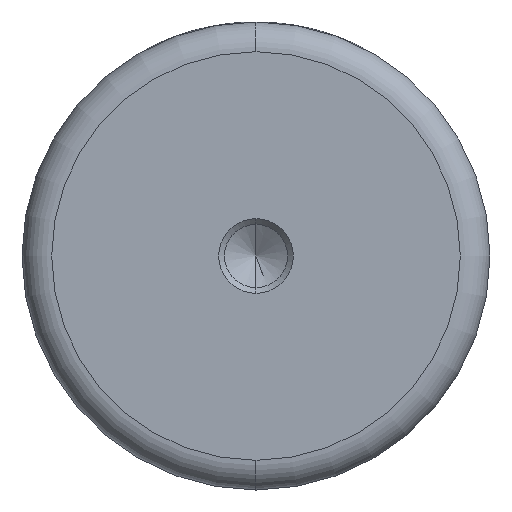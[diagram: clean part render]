
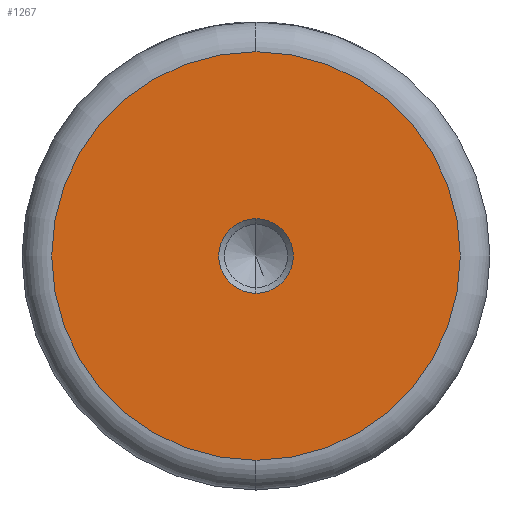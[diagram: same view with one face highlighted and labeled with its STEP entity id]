
A CAD part, left-side view. The second image highlights one B-rep face of the part: STEP entity #1267.
In plain terms, the highlighted planar face has unit normal (-1, 0, 0).
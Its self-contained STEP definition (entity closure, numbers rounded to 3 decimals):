
#35 = AXIS2_PLACEMENT_3D ( 'NONE', #1297, #611, #1406 ) ;
#40 = CARTESIAN_POINT ( 'NONE',  ( 0., 0., 0. ) ) ;
#59 = FACE_BOUND ( 'NONE', #161, .T. ) ;
#73 = ORIENTED_EDGE ( 'NONE', *, *, #1150, .F. ) ;
#133 = DIRECTION ( 'NONE',  ( -1., 0., 0. ) ) ;
#161 = EDGE_LOOP ( 'NONE', ( #73, #930 ) ) ;
#171 = DIRECTION ( 'NONE',  ( 0., 0., 1. ) ) ;
#180 = VERTEX_POINT ( 'NONE', #680 ) ;
#183 = DIRECTION ( 'NONE',  ( -1., 0., 0. ) ) ;
#212 = CARTESIAN_POINT ( 'NONE',  ( 0., 0., 0. ) ) ;
#242 = CIRCLE ( 'NONE', #1111, 5.025 ) ;
#335 = CIRCLE ( 'NONE', #35, 27.5 ) ;
#337 = PLANE ( 'NONE',  #910 ) ;
#361 = AXIS2_PLACEMENT_3D ( 'NONE', #907, #183, #1009 ) ;
#364 = EDGE_LOOP ( 'NONE', ( #999, #1147 ) ) ;
#380 = FACE_OUTER_BOUND ( 'NONE', #364, .T. ) ;
#395 = CARTESIAN_POINT ( 'NONE',  ( 0., 0., -5.025 ) ) ;
#462 = DIRECTION ( 'NONE',  ( -1., 0., 0. ) ) ;
#579 = AXIS2_PLACEMENT_3D ( 'NONE', #40, #896, #171 ) ;
#590 = EDGE_CURVE ( 'NONE', #1465, #180, #242, .T. ) ;
#611 = DIRECTION ( 'NONE',  ( -1., 0., 0. ) ) ;
#680 = CARTESIAN_POINT ( 'NONE',  ( 0., 0., 5.025 ) ) ;
#728 = CARTESIAN_POINT ( 'NONE',  ( 0., 0., 27.5 ) ) ;
#732 = CIRCLE ( 'NONE', #361, 27.5 ) ;
#758 = EDGE_CURVE ( 'NONE', #847, #972, #335, .T. ) ;
#847 = VERTEX_POINT ( 'NONE', #728 ) ;
#859 = CARTESIAN_POINT ( 'NONE',  ( 0., 0., 0. ) ) ;
#896 = DIRECTION ( 'NONE',  ( -1., 0., 0. ) ) ;
#907 = CARTESIAN_POINT ( 'NONE',  ( 0., 0., 0. ) ) ;
#910 = AXIS2_PLACEMENT_3D ( 'NONE', #212, #462, #1274 ) ;
#930 = ORIENTED_EDGE ( 'NONE', *, *, #590, .F. ) ;
#969 = DIRECTION ( 'NONE',  ( 0., 0., 1. ) ) ;
#972 = VERTEX_POINT ( 'NONE', #1174 ) ;
#999 = ORIENTED_EDGE ( 'NONE', *, *, #758, .T. ) ;
#1009 = DIRECTION ( 'NONE',  ( 0., 0., 1. ) ) ;
#1061 = CIRCLE ( 'NONE', #579, 5.025 ) ;
#1111 = AXIS2_PLACEMENT_3D ( 'NONE', #859, #133, #969 ) ;
#1147 = ORIENTED_EDGE ( 'NONE', *, *, #1237, .T. ) ;
#1150 = EDGE_CURVE ( 'NONE', #180, #1465, #1061, .T. ) ;
#1174 = CARTESIAN_POINT ( 'NONE',  ( 0., 0., -27.5 ) ) ;
#1237 = EDGE_CURVE ( 'NONE', #972, #847, #732, .T. ) ;
#1267 = ADVANCED_FACE ( 'NONE', ( #59, #380 ), #337, .T. ) ;
#1274 = DIRECTION ( 'NONE',  ( 0., 0., 1. ) ) ;
#1297 = CARTESIAN_POINT ( 'NONE',  ( 0., 0., 0. ) ) ;
#1406 = DIRECTION ( 'NONE',  ( 0., 0., 1. ) ) ;
#1465 = VERTEX_POINT ( 'NONE', #395 ) ;
